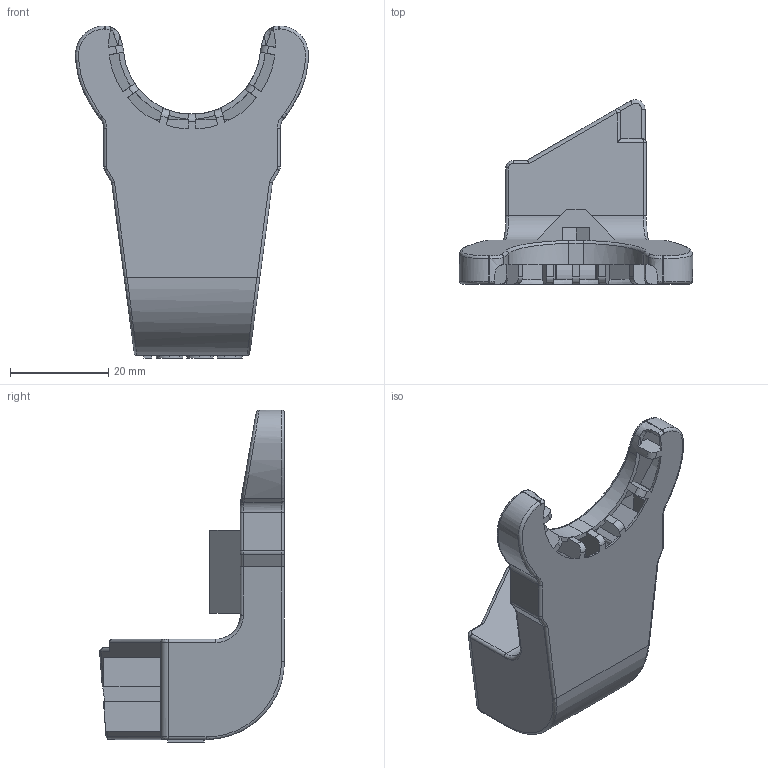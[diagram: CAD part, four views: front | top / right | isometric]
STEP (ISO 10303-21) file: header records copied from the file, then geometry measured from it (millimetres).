
FILE_DESCRIPTION(('FreeCAD Model'),'2;1');
FILE_NAME( 'fanShroud.step', '2020-01-26T23:06:35',('Author'),(''), 'Open CASCADE STEP processor 7.3','FreeCAD','Unknown');
FILE_SCHEMA(('AUTOMOTIVE_DESIGN { 1 0 10303 214 1 1 1 1 }'));
Length unit declared in the file: millimetre
Products named in the file (1): MK3__BLV_modified
Bounding box: 47.58 x 37.72 x 67.72 mm (x, y, z)
Volume: 11609.4 mm3; surface area: 13410.4 mm2
Topology: 1 solids, 1 shells, 298 faces, 861 edges, 553 vertices
Faces by surface type: plane 127, bspline 97, cylinder 65, torus 8, sphere 1
Full cylindrical faces by diameter (mm): 3 x2
Entity records: 35401 total; most frequent: CARTESIAN_POINT 19853, DIRECTION 2326, ORIENTED_EDGE 1720, PCURVE 1720, DEFINITIONAL_REPRESENTATION 1720, LINE 1590, VECTOR 1590, EDGE_CURVE 860
